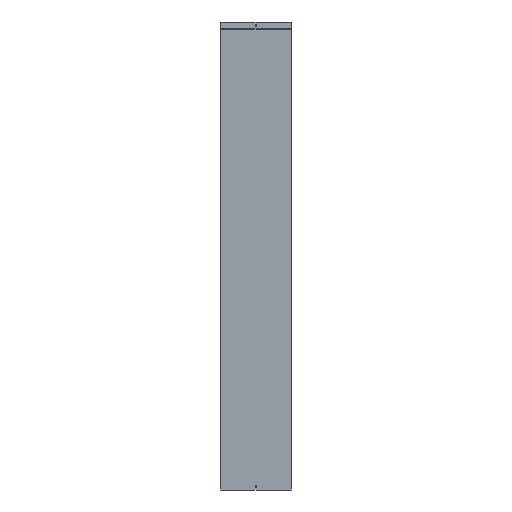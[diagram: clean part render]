
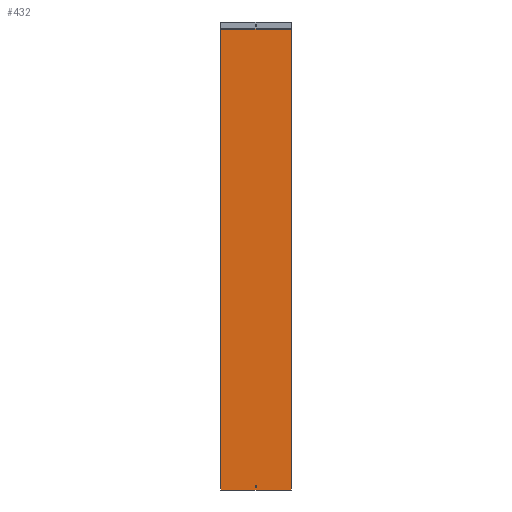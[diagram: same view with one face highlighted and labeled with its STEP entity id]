
A CAD part, front view. The second image highlights one B-rep face of the part: STEP entity #432.
In plain terms, the highlighted planar face has unit normal (0, -1, 0).
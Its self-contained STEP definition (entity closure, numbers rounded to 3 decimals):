
#37 = EDGE_CURVE ( 'NONE', #812, #822, #713, .T. ) ;
#48 = EDGE_CURVE ( 'NONE', #830, #826, #578, .T. ) ;
#50 = EDGE_CURVE ( 'NONE', #498, #498, #566, .T. ) ;
#51 = EDGE_CURVE ( 'NONE', #826, #822, #563, .T. ) ;
#52 = EDGE_CURVE ( 'NONE', #830, #812, #564, .T. ) ;
#78 = CARTESIAN_POINT ( 'NONE',  ( 150., 0., 1969. ) ) ;
#79 = DIRECTION ( 'NONE',  ( 0., 0., -1. ) ) ;
#98 = CARTESIAN_POINT ( 'NONE',  ( -150., 0., 0. ) ) ;
#101 = CARTESIAN_POINT ( 'NONE',  ( -150., 0., 1969. ) ) ;
#102 = CARTESIAN_POINT ( 'NONE',  ( -150., 0., 1969. ) ) ;
#103 = DIRECTION ( 'NONE',  ( 0., 0., -1. ) ) ;
#106 = CARTESIAN_POINT ( 'NONE',  ( 0., 0., 15. ) ) ;
#107 = DIRECTION ( 'NONE',  ( 0., -1., 0. ) ) ;
#108 = DIRECTION ( 'NONE',  ( 0., 0., 1. ) ) ;
#109 = DIRECTION ( 'NONE',  ( 1., 0., 0. ) ) ;
#111 = DIRECTION ( 'NONE',  ( 1., 0., 0. ) ) ;
#145 = CARTESIAN_POINT ( 'NONE',  ( -150., 0., 1969. ) ) ;
#149 = PLANE ( 'NONE',  #410 ) ;
#154 = DIRECTION ( 'NONE',  ( 0., 1., 0. ) ) ;
#155 = DIRECTION ( 'NONE',  ( 0., 0., 1. ) ) ;
#246 = CARTESIAN_POINT ( 'NONE',  ( 150., 0., 1969. ) ) ;
#258 = CARTESIAN_POINT ( 'NONE',  ( 150., 0., 0. ) ) ;
#261 = CARTESIAN_POINT ( 'NONE',  ( -150., 0., 0. ) ) ;
#265 = CARTESIAN_POINT ( 'NONE',  ( -150., 0., 1969. ) ) ;
#290 = CARTESIAN_POINT ( 'NONE',  ( 0., 0., 17.5 ) ) ;
#410 = AXIS2_PLACEMENT_3D ( 'NONE', #145, #154, #155 ) ;
#417 = AXIS2_PLACEMENT_3D ( 'NONE', #106, #107, #108 ) ;
#432 = ADVANCED_FACE ( 'NONE', ( #532, #525 ), #149, .F. ) ;
#498 = VERTEX_POINT ( 'NONE', #290 ) ;
#525 = FACE_OUTER_BOUND ( 'NONE', #857, .T. ) ;
#532 = FACE_BOUND ( 'NONE', #858, .T. ) ;
#561 = VECTOR ( 'NONE', #109, 1000. ) ;
#562 = VECTOR ( 'NONE', #111, 1000. ) ;
#563 = LINE ( 'NONE', #98, #561 ) ;
#564 = LINE ( 'NONE', #102, #562 ) ;
#566 = CIRCLE ( 'NONE', #417, 2.5 ) ;
#570 = VECTOR ( 'NONE', #103, 1000. ) ;
#578 = LINE ( 'NONE', #101, #570 ) ;
#676 = ORIENTED_EDGE ( 'NONE', *, *, #50, .F. ) ;
#677 = ORIENTED_EDGE ( 'NONE', *, *, #51, .T. ) ;
#678 = ORIENTED_EDGE ( 'NONE', *, *, #37, .F. ) ;
#679 = ORIENTED_EDGE ( 'NONE', *, *, #52, .F. ) ;
#680 = ORIENTED_EDGE ( 'NONE', *, *, #48, .T. ) ;
#713 = LINE ( 'NONE', #78, #825 ) ;
#812 = VERTEX_POINT ( 'NONE', #246 ) ;
#822 = VERTEX_POINT ( 'NONE', #258 ) ;
#825 = VECTOR ( 'NONE', #79, 1000. ) ;
#826 = VERTEX_POINT ( 'NONE', #261 ) ;
#830 = VERTEX_POINT ( 'NONE', #265 ) ;
#857 = EDGE_LOOP ( 'NONE', ( #677, #678, #679, #680 ) ) ;
#858 = EDGE_LOOP ( 'NONE', ( #676 ) ) ;
